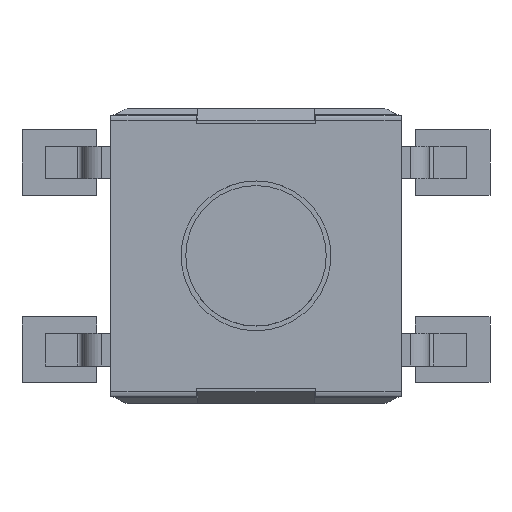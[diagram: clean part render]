
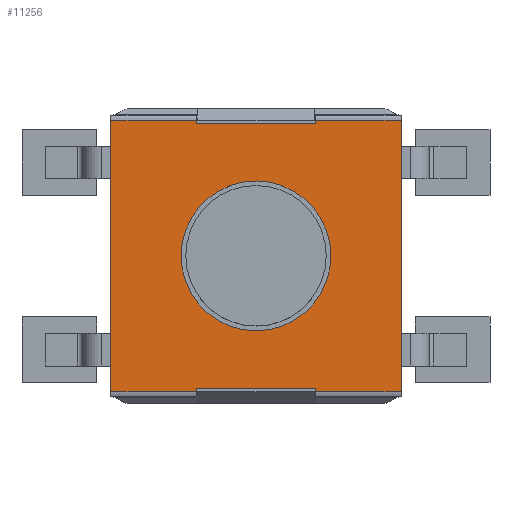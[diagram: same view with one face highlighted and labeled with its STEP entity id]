
A CAD part, top view. The second image highlights one B-rep face of the part: STEP entity #11256.
In plain terms, the highlighted planar face has unit normal (0, 0, 1).
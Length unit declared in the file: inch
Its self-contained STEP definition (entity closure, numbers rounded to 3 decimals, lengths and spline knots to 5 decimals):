
#641=DIRECTION('',(0.,1.,0.));
#642=VECTOR('',#641,0.00302);
#643=CARTESIAN_POINT('',(-0.0502,0.11122,
0.11914));
#644=LINE('',#643,#642);
#842=DIRECTION('',(0.,1.,0.));
#843=VECTOR('',#842,0.22849);
#844=CARTESIAN_POINT('',(0.12205,-0.11425,
0.11914));
#845=LINE('',#844,#843);
#1280=DIRECTION('',(0.,1.,0.));
#1281=VECTOR('',#1280,0.22849);
#1282=CARTESIAN_POINT('',(-0.12205,-0.11425,
0.11914));
#1283=LINE('',#1282,#1281);
#1733=DIRECTION('',(0.,1.,0.));
#1734=VECTOR('',#1733,0.00302);
#1735=CARTESIAN_POINT('',(0.0502,-0.11425,
0.11914));
#1736=LINE('',#1735,#1734);
#1887=DIRECTION('',(0.,1.,0.));
#1888=VECTOR('',#1887,0.00302);
#1889=CARTESIAN_POINT('',(-0.0502,-0.11425,
0.11914));
#1890=LINE('',#1889,#1888);
#3980=DIRECTION('',(1.,0.,0.));
#3981=VECTOR('',#3980,0.10039);
#3982=CARTESIAN_POINT('',(-0.0502,0.11122,
0.11914));
#3983=LINE('',#3982,#3981);
#4051=DIRECTION('',(0.,1.,0.));
#4052=VECTOR('',#4051,0.00302);
#4053=CARTESIAN_POINT('',(0.0502,0.11122,
0.11914));
#4054=LINE('',#4053,#4052);
#4115=DIRECTION('',(-1.,0.,0.));
#4116=VECTOR('',#4115,0.07185);
#4117=CARTESIAN_POINT('',(0.12205,0.11425,
0.11914));
#4118=LINE('',#4117,#4116);
#4122=CARTESIAN_POINT('',(0.,0.,0.11914));
#4123=DIRECTION('',(0.,0.,1.));
#4124=DIRECTION('',(0.,-1.,0.));
#4125=AXIS2_PLACEMENT_3D('',#4122,#4123,#4124);
#4130=CARTESIAN_POINT('',(0.,0.,0.11914));
#4131=DIRECTION('',(0.,0.,1.));
#4132=DIRECTION('',(0.,1.,0.));
#4133=AXIS2_PLACEMENT_3D('',#4130,#4131,#4132);
#4138=DIRECTION('',(-1.,0.,0.));
#4139=VECTOR('',#4138,0.07185);
#4140=CARTESIAN_POINT('',(-0.0502,0.11425,
0.11914));
#4141=LINE('',#4140,#4139);
#4152=DIRECTION('',(1.,0.,0.));
#4153=VECTOR('',#4152,0.07185);
#4154=CARTESIAN_POINT('',(0.0502,-0.11425,
0.11914));
#4155=LINE('',#4154,#4153);
#4208=DIRECTION('',(1.,0.,0.));
#4209=VECTOR('',#4208,0.10039);
#4210=CARTESIAN_POINT('',(-0.0502,-0.11122,
0.11914));
#4211=LINE('',#4210,#4209);
#4917=DIRECTION('',(1.,0.,0.));
#4918=VECTOR('',#4917,0.07185);
#4919=CARTESIAN_POINT('',(-0.12205,-0.11425,
0.11914));
#4920=LINE('',#4919,#4918);
#6675=CARTESIAN_POINT('',(0.,0.06299,
0.11914));
#6676=VERTEX_POINT('',#6675);
#6677=CARTESIAN_POINT('',(0.,-0.06299,
0.11914));
#6678=VERTEX_POINT('',#6677);
#6679=CARTESIAN_POINT('',(-0.0502,0.11425,
0.11914));
#6680=CARTESIAN_POINT('',(-0.12205,0.11425,
0.11914));
#6681=VERTEX_POINT('',#6679);
#6682=VERTEX_POINT('',#6680);
#6683=CARTESIAN_POINT('',(0.12205,0.11425,
0.11914));
#6684=CARTESIAN_POINT('',(0.0502,0.11425,
0.11914));
#6685=VERTEX_POINT('',#6683);
#6686=VERTEX_POINT('',#6684);
#6687=CARTESIAN_POINT('',(0.0502,-0.11425,
0.11914));
#6688=CARTESIAN_POINT('',(0.12205,-0.11425,
0.11914));
#6689=VERTEX_POINT('',#6687);
#6690=VERTEX_POINT('',#6688);
#6691=CARTESIAN_POINT('',(-0.12205,-0.11425,
0.11914));
#6692=CARTESIAN_POINT('',(-0.0502,-0.11425,
0.11914));
#6693=VERTEX_POINT('',#6691);
#6694=VERTEX_POINT('',#6692);
#6894=CARTESIAN_POINT('',(0.0502,-0.11122,
0.11914));
#6895=VERTEX_POINT('',#6894);
#7187=CARTESIAN_POINT('',(-0.0502,0.11122,
0.11914));
#7189=VERTEX_POINT('',#7187);
#7445=CARTESIAN_POINT('',(0.0502,0.11122,
0.11914));
#7446=VERTEX_POINT('',#7445);
#7471=CARTESIAN_POINT('',(-0.0502,-0.11122,
0.11914));
#7472=VERTEX_POINT('',#7471);
#11227=CARTESIAN_POINT('',(0.,0.,0.11914));
#11228=DIRECTION('',(0.,0.,1.));
#11229=DIRECTION('',(0.,-1.,0.));
#11230=AXIS2_PLACEMENT_3D('',#11227,#11228,#11229);
#11231=PLANE('',#11230);
#11233=ORIENTED_EDGE('',*,*,#11232,.F.);
#11234=ORIENTED_EDGE('',*,*,#8156,.F.);
#11235=ORIENTED_EDGE('',*,*,#11172,.T.);
#11236=ORIENTED_EDGE('',*,*,#11200,.T.);
#11237=ORIENTED_EDGE('',*,*,#11221,.F.);
#11238=ORIENTED_EDGE('',*,*,#8312,.F.);
#11240=ORIENTED_EDGE('',*,*,#11239,.F.);
#11241=ORIENTED_EDGE('',*,*,#8960,.T.);
#11243=ORIENTED_EDGE('',*,*,#11242,.F.);
#11244=ORIENTED_EDGE('',*,*,#9094,.F.);
#11246=ORIENTED_EDGE('',*,*,#11245,.F.);
#11247=ORIENTED_EDGE('',*,*,#8652,.T.);
#11248=EDGE_LOOP('',(#11233,#11234,#11235,#11236,#11237,#11238,#11240,#11241,
#11243,#11244,#11246,#11247));
#11249=FACE_OUTER_BOUND('',#11248,.F.);
#11251=ORIENTED_EDGE('',*,*,#11250,.T.);
#11253=ORIENTED_EDGE('',*,*,#11252,.T.);
#11254=EDGE_LOOP('',(#11251,#11253));
#11255=FACE_BOUND('',#11254,.F.);
#11256=ADVANCED_FACE('',(#11249,#11255),#11231,.T.);
#4126=CIRCLE('',#4125,0.06299);
#4134=CIRCLE('',#4133,0.06299);
#8156=EDGE_CURVE('',#7189,#6681,#644,.T.);
#8312=EDGE_CURVE('',#6690,#6685,#845,.T.);
#8652=EDGE_CURVE('',#6693,#6682,#1283,.T.);
#8960=EDGE_CURVE('',#6689,#6895,#1736,.T.);
#9094=EDGE_CURVE('',#6694,#7472,#1890,.T.);
#11172=EDGE_CURVE('',#7189,#7446,#3983,.T.);
#11200=EDGE_CURVE('',#7446,#6686,#4054,.T.);
#11221=EDGE_CURVE('',#6685,#6686,#4118,.T.);
#11232=EDGE_CURVE('',#6681,#6682,#4141,.T.);
#11239=EDGE_CURVE('',#6689,#6690,#4155,.T.);
#11242=EDGE_CURVE('',#7472,#6895,#4211,.T.);
#11245=EDGE_CURVE('',#6693,#6694,#4920,.T.);
#11250=EDGE_CURVE('',#6678,#6676,#4126,.T.);
#11252=EDGE_CURVE('',#6676,#6678,#4134,.T.);
